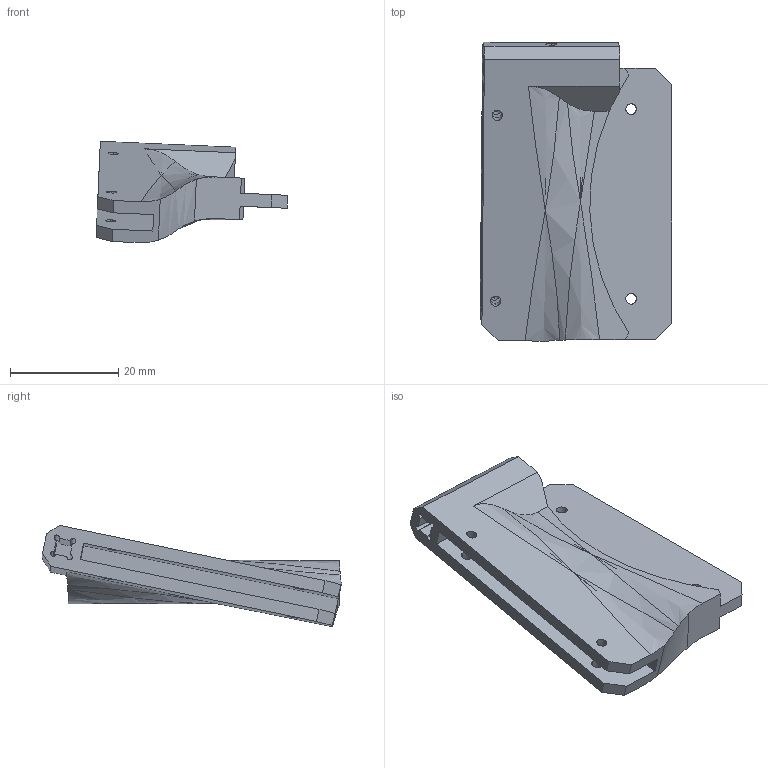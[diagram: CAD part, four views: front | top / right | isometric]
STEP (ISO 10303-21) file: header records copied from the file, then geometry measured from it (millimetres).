
FILE_DESCRIPTION (( 'STEP AP214' ), '1' );
FILE_NAME ('DmMc_Interfaceplate_type6_WA.STEP', '2022-11-25T07:34:45', ( '' ), ( '' ), 'SwSTEP 2.0', 'SolidWorks 2022', '' );
FILE_SCHEMA (( 'AUTOMOTIVE_DESIGN' ));
Length unit declared in the file: millimetre
Products named in the file (1): DmMc_Interfaceplate_type6_WA
Bounding box: 35.37 x 55.19 x 18.71 mm (x, y, z)
Volume: 9339.7 mm3; surface area: 6540.8 mm2
Topology: 1 solids, 1 shells, 74 faces, 221 edges, 143 vertices
Faces by surface type: plane 35, cylinder 23, bspline 15, cone 1
Entity records: 3094 total; most frequent: CARTESIAN_POINT 1177, ORIENTED_EDGE 430, DIRECTION 334, EDGE_CURVE 215, VERTEX_POINT 143, LINE 118, VECTOR 118, AXIS2_PLACEMENT_3D 108
